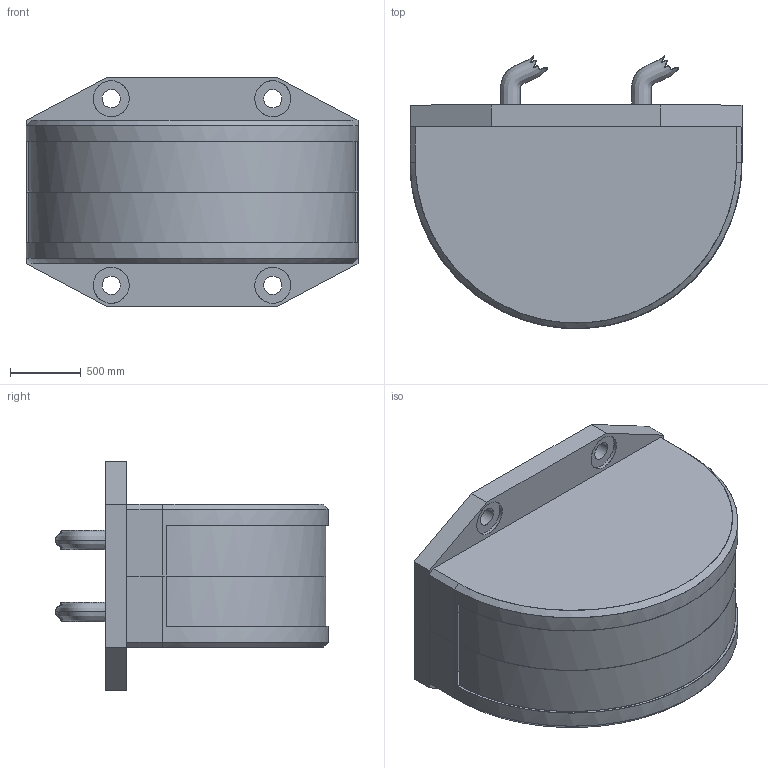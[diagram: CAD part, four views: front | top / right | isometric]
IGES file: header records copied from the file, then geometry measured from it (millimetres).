
Global section: file name: 77HPr; native system: Rhinoceros ( Jul 28 2014 ); preprocessor: Trout Lake IGES 012 Jul 28 2014; date: 150209.135132
Bounding box: 2349.5 x 1933.16 x 1625.6 mm (x, y, z)
Surface area: 27719536.4 mm2 (no closed solid volume)
Topology: 0 solids, 0 shells, 192 faces, 8434 edges, 8430 vertices
Faces by surface type: bspline 192
